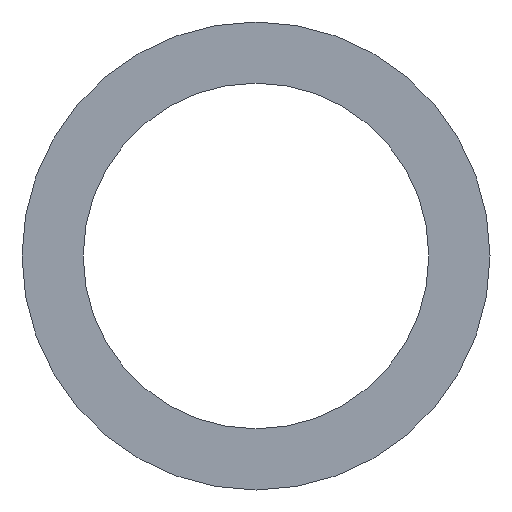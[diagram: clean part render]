
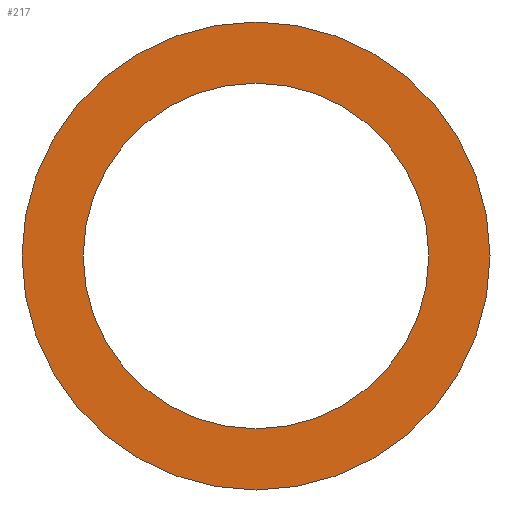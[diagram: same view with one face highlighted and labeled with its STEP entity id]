
A CAD part, front view. The second image highlights one B-rep face of the part: STEP entity #217.
In plain terms, the highlighted planar face has unit normal (0, -1, 0).
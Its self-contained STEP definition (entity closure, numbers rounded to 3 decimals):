
#5 = CIRCLE ( 'NONE', #213, 114.75 ) ;
#7 = VERTEX_POINT ( 'NONE', #45 ) ;
#9 = EDGE_CURVE ( 'NONE', #22, #76, #173, .T. ) ;
#12 = CARTESIAN_POINT ( 'NONE',  ( 0., 0., 0. ) ) ;
#22 = VERTEX_POINT ( 'NONE', #175 ) ;
#23 = DIRECTION ( 'NONE',  ( 0., 1., 0. ) ) ;
#25 = DIRECTION ( 'NONE',  ( 0., 0., 1. ) ) ;
#31 = PLANE ( 'NONE',  #185 ) ;
#33 = DIRECTION ( 'NONE',  ( 0., 0., 1. ) ) ;
#42 = CARTESIAN_POINT ( 'NONE',  ( 0., 0., 0. ) ) ;
#45 = CARTESIAN_POINT ( 'NONE',  ( 0., 0., 114.75 ) ) ;
#48 = ORIENTED_EDGE ( 'NONE', *, *, #229, .F. ) ;
#55 = CIRCLE ( 'NONE', #190, 84.75 ) ;
#58 = EDGE_LOOP ( 'NONE', ( #48, #233 ) ) ;
#66 = FACE_BOUND ( 'NONE', #152, .T. ) ;
#70 = DIRECTION ( 'NONE',  ( 0., 0., 1. ) ) ;
#76 = VERTEX_POINT ( 'NONE', #85 ) ;
#82 = ORIENTED_EDGE ( 'NONE', *, *, #9, .T. ) ;
#83 = DIRECTION ( 'NONE',  ( 0., 1., 0. ) ) ;
#85 = CARTESIAN_POINT ( 'NONE',  ( 0., 0., 84.75 ) ) ;
#88 = CARTESIAN_POINT ( 'NONE',  ( 0., 0., 0. ) ) ;
#101 = DIRECTION ( 'NONE',  ( 0., 1., 0. ) ) ;
#110 = DIRECTION ( 'NONE',  ( 0., 1., 0. ) ) ;
#115 = CARTESIAN_POINT ( 'NONE',  ( 0., 0., -114.75 ) ) ;
#122 = DIRECTION ( 'NONE',  ( 0., 0., 1. ) ) ;
#135 = ORIENTED_EDGE ( 'NONE', *, *, #160, .T. ) ;
#139 = CIRCLE ( 'NONE', #247, 114.75 ) ;
#145 = FACE_OUTER_BOUND ( 'NONE', #58, .T. ) ;
#152 = EDGE_LOOP ( 'NONE', ( #82, #135 ) ) ;
#160 = EDGE_CURVE ( 'NONE', #76, #22, #55, .T. ) ;
#173 = CIRCLE ( 'NONE', #226, 84.75 ) ;
#175 = CARTESIAN_POINT ( 'NONE',  ( 0., 0., -84.75 ) ) ;
#180 = CARTESIAN_POINT ( 'NONE',  ( 0., 0., 0. ) ) ;
#185 = AXIS2_PLACEMENT_3D ( 'NONE', #12, #110, #25 ) ;
#188 = DIRECTION ( 'NONE',  ( 0., 0., 1. ) ) ;
#190 = AXIS2_PLACEMENT_3D ( 'NONE', #198, #83, #122 ) ;
#191 = VERTEX_POINT ( 'NONE', #115 ) ;
#198 = CARTESIAN_POINT ( 'NONE',  ( 0., 0., 0. ) ) ;
#203 = EDGE_CURVE ( 'NONE', #7, #191, #5, .T. ) ;
#213 = AXIS2_PLACEMENT_3D ( 'NONE', #88, #242, #70 ) ;
#217 = ADVANCED_FACE ( 'NONE', ( #145, #66 ), #31, .F. ) ;
#226 = AXIS2_PLACEMENT_3D ( 'NONE', #180, #101, #33 ) ;
#229 = EDGE_CURVE ( 'NONE', #191, #7, #139, .T. ) ;
#233 = ORIENTED_EDGE ( 'NONE', *, *, #203, .F. ) ;
#242 = DIRECTION ( 'NONE',  ( 0., 1., 0. ) ) ;
#247 = AXIS2_PLACEMENT_3D ( 'NONE', #42, #23, #188 ) ;
